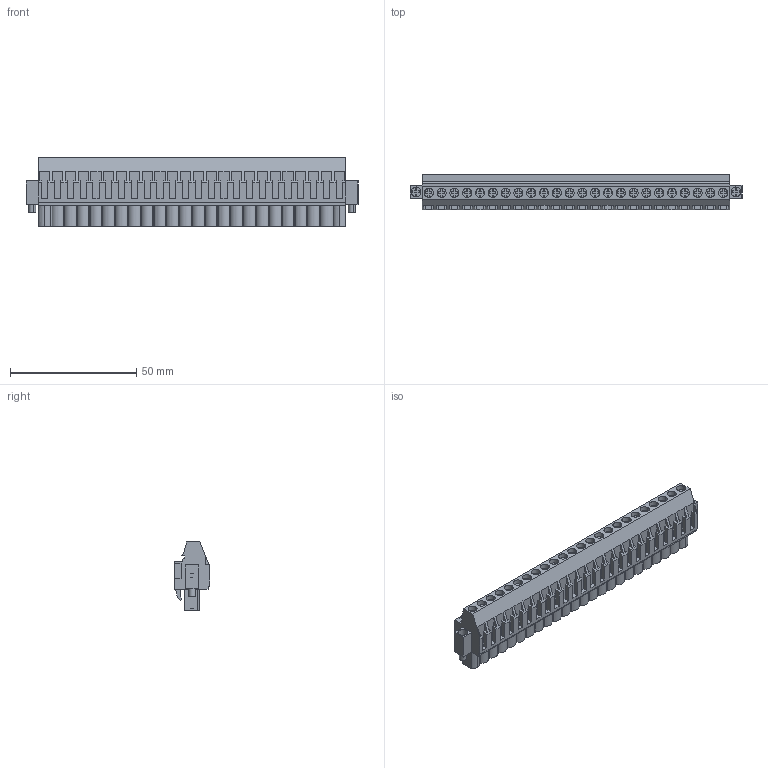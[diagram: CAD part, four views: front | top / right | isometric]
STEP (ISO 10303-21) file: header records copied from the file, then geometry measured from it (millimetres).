
FILE_DESCRIPTION(('CATIA V5 STEP','CAx-IF Rec.Pracs.--- Model Styling and Organization---1.2---2011-12-15'),'2;1');
FILE_NAME ('7246777_2_1950030000_1950030000.stp','2017-09-09T10:57:31+00:00',('none'),('Weidmueller'),'CATIA Version 5-6 Release 2014','CATIA V5 STEP AP214','none');
FILE_SCHEMA(('AUTOMOTIVE_DESIGN { 1 0 10303 214 1 1 1 1 }'));
Length unit declared in the file: millimetre
Products named in the file (1): 1950030000
Bounding box: 131.72 x 14.1 x 27.2 mm (x, y, z)
Volume: 28172.8 mm3; surface area: 16451.1 mm2
Topology: 27 solids, 27 shells, 1606 faces, 4435 edges, 2988 vertices
Faces by surface type: plane 1368, cylinder 234, extrusion 4
Entity records: 48018 total; most frequent: CARTESIAN_POINT 9263, ORIENTED_EDGE 8870, DIRECTION 6437, EDGE_CURVE 4435, VECTOR 3859, LINE 3855, VERTEX_POINT 2988, EDGE_LOOP 1715
